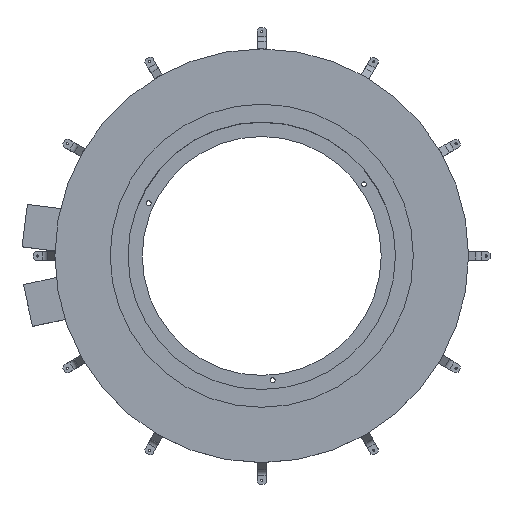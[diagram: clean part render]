
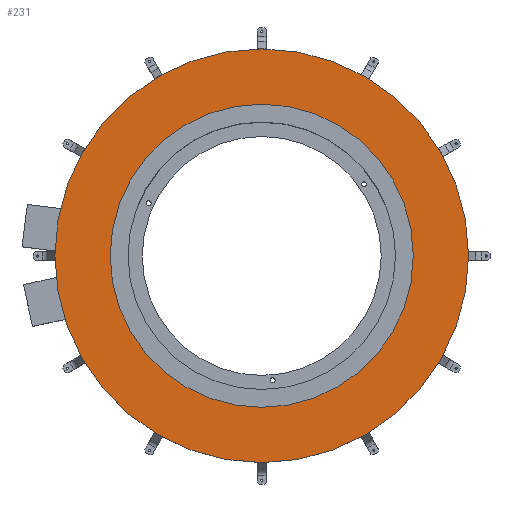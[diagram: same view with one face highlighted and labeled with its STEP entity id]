
A CAD part, top view. The second image highlights one B-rep face of the part: STEP entity #231.
In plain terms, the highlighted planar face has unit normal (0, 0, 1).
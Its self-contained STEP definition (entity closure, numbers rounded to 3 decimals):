
#200=PLANE('',#1219);
#231=ADVANCED_FACE('',(#320,#321),#200,.F.);
#320=FACE_BOUND('',#370,.T.);
#321=FACE_BOUND('',#371,.T.);
#370=EDGE_LOOP('',(#458));
#371=EDGE_LOOP('',(#459));
#458=ORIENTED_EDGE('',*,*,#801,.F.);
#459=ORIENTED_EDGE('',*,*,#800,.T.);
#709=VERTEX_POINT('',#1704);
#710=VERTEX_POINT('',#1707);
#800=EDGE_CURVE('',#709,#709,#927,.T.);
#801=EDGE_CURVE('',#710,#710,#928,.T.);
#927=CIRCLE('',#1216,425.);
#928=CIRCLE('',#1218,580.);
#1216=AXIS2_PLACEMENT_3D('',#1703,#1363,#1364);
#1218=AXIS2_PLACEMENT_3D('',#1706,#1367,#1368);
#1219=AXIS2_PLACEMENT_3D('',#1708,#1369,#1370);
#1363=DIRECTION('',(0.,0.,-1.));
#1364=DIRECTION('',(-1.,0.,0.));
#1367=DIRECTION('',(0.,0.,-1.));
#1368=DIRECTION('',(-1.,0.,0.));
#1369=DIRECTION('',(0.,0.,-1.));
#1370=DIRECTION('',(-1.,0.,0.));
#1703=CARTESIAN_POINT('',(0.,0.,448.4));
#1704=CARTESIAN_POINT('',(-425.,0.,448.4));
#1706=CARTESIAN_POINT('',(0.,0.,448.4));
#1707=CARTESIAN_POINT('',(-580.,0.,448.4));
#1708=CARTESIAN_POINT('',(0.,425.,448.4));
